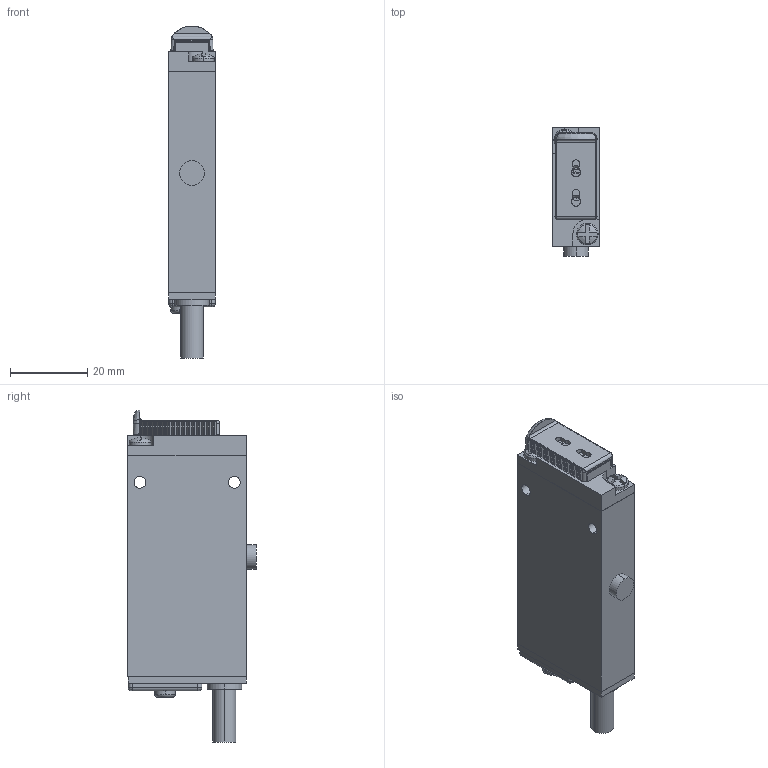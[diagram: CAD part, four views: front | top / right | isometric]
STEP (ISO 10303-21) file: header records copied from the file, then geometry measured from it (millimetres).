
FILE_DESCRIPTION((''),'2;1');
FILE_NAME('155301_SW','2010-12-03T',('banengservice'),('BANNER ENGINEERING'),'PRO/ENGINEER BY PARAMETRIC TECHNOLOGY CORPORATION, 2009141','PRO/ENGINEER BY PARAMETRIC TECHNOLOGY CORPORATION, 2009141','');
FILE_SCHEMA(('CONFIG_CONTROL_DESIGN'));
Length unit declared in the file: inch
Products named in the file (1): 155301_SW
Bounding box: 12.19 x 33.27 x 85.83 mm (x, y, z)
Volume: 9520.2 mm3; surface area: 15779 mm2
Topology: 2 solids, 4 shells, 742 faces, 2038 edges, 1321 vertices
Faces by surface type: plane 438, cylinder 243, torus 24, cone 18, bspline 11, sphere 8
Entity records: 24337 total; most frequent: CARTESIAN_POINT 5654, ORIENTED_EDGE 4072, DIRECTION 3627, EDGE_CURVE 2036, VECTOR 1385, LINE 1385, VERTEX_POINT 1321, AXIS2_PLACEMENT_3D 1121
